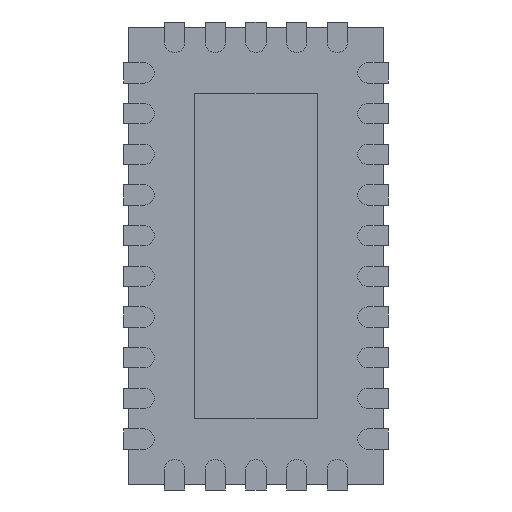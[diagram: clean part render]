
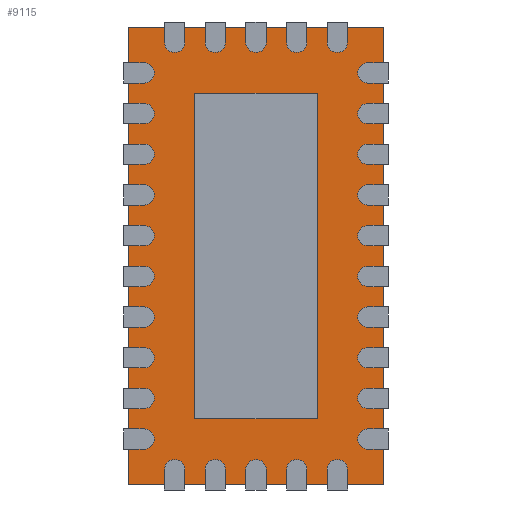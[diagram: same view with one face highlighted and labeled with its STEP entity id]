
A CAD part, front view. The second image highlights one B-rep face of the part: STEP entity #9115.
In plain terms, the highlighted planar face has unit normal (0, -1, 0).
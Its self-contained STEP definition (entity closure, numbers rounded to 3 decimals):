
#8958 = CARTESIAN_POINT ( 'NONE',  ( -1.25, 0.05, -2.25 ) ) ;
#8959 = VERTEX_POINT ( 'NONE', #8958 ) ;
#8960 = CARTESIAN_POINT ( 'NONE',  ( -1.25, 0.05, 2.25 ) ) ;
#8961 = VERTEX_POINT ( 'NONE', #8960 ) ;
#8962 = CARTESIAN_POINT ( 'NONE',  ( -1.25, 0.05, 2.25 ) ) ;
#8963 = DIRECTION ( 'NONE',  ( 0., 0., 1. ) ) ;
#8964 = VECTOR ( 'NONE', #8963, 1000. ) ;
#8965 = LINE ( 'NONE', #8962, #8964 ) ;
#8966 = EDGE_CURVE ( 'NONE', #8959, #8961, #8965, .T. ) ;
#8998 = CARTESIAN_POINT ( 'NONE',  ( 1.25, 0.05, 2.25 ) ) ;
#8999 = VERTEX_POINT ( 'NONE', #8998 ) ;
#9000 = CARTESIAN_POINT ( 'NONE',  ( 1.25, 0.05, 2.25 ) ) ;
#9001 = DIRECTION ( 'NONE',  ( 1., 0., 0. ) ) ;
#9002 = VECTOR ( 'NONE', #9001, 1000. ) ;
#9003 = LINE ( 'NONE', #9000, #9002 ) ;
#9004 = EDGE_CURVE ( 'NONE', #8961, #8999, #9003, .T. ) ;
#9029 = CARTESIAN_POINT ( 'NONE',  ( 1.25, 0.05, -2.25 ) ) ;
#9030 = VERTEX_POINT ( 'NONE', #9029 ) ;
#9031 = CARTESIAN_POINT ( 'NONE',  ( 1.25, 0.05, 2.25 ) ) ;
#9032 = DIRECTION ( 'NONE',  ( 0., 0., -1. ) ) ;
#9033 = VECTOR ( 'NONE', #9032, 1000. ) ;
#9034 = LINE ( 'NONE', #9031, #9033 ) ;
#9035 = EDGE_CURVE ( 'NONE', #8999, #9030, #9034, .T. ) ;
#9060 = CARTESIAN_POINT ( 'NONE',  ( 1.25, 0.05, -2.25 ) ) ;
#9061 = DIRECTION ( 'NONE',  ( -1., 0., 0. ) ) ;
#9062 = VECTOR ( 'NONE', #9061, 1000. ) ;
#9063 = LINE ( 'NONE', #9060, #9062 ) ;
#9064 = EDGE_CURVE ( 'NONE', #9030, #8959, #9063, .T. ) ;
#9104 = ORIENTED_EDGE ( 'NONE', *, *, #8966, .F. ) ;
#9105 = ORIENTED_EDGE ( 'NONE', *, *, #9064, .F. ) ;
#9106 = ORIENTED_EDGE ( 'NONE', *, *, #9035, .F. ) ;
#9107 = ORIENTED_EDGE ( 'NONE', *, *, #9004, .F. ) ;
#9108 = EDGE_LOOP ( 'NONE', ( #9104, #9105, #9106, #9107 ) ) ;
#9109 = FACE_OUTER_BOUND ( 'NONE', #9108, .T. ) ;
#9110 = CARTESIAN_POINT ( 'NONE',  ( 0., 0.05, 0. ) ) ;
#9111 = DIRECTION ( 'NONE',  ( 0., 1., 0. ) ) ;
#9112 = DIRECTION ( 'NONE',  ( 0., 0., 1. ) ) ;
#9113 = AXIS2_PLACEMENT_3D ( 'NONE', #9110, #9111, #9112 ) ;
#9114 = PLANE ( 'NONE', #9113 ) ;
#9115 = ADVANCED_FACE ( 'NONE', ( #9109 ), #9114, .F. ) ;
